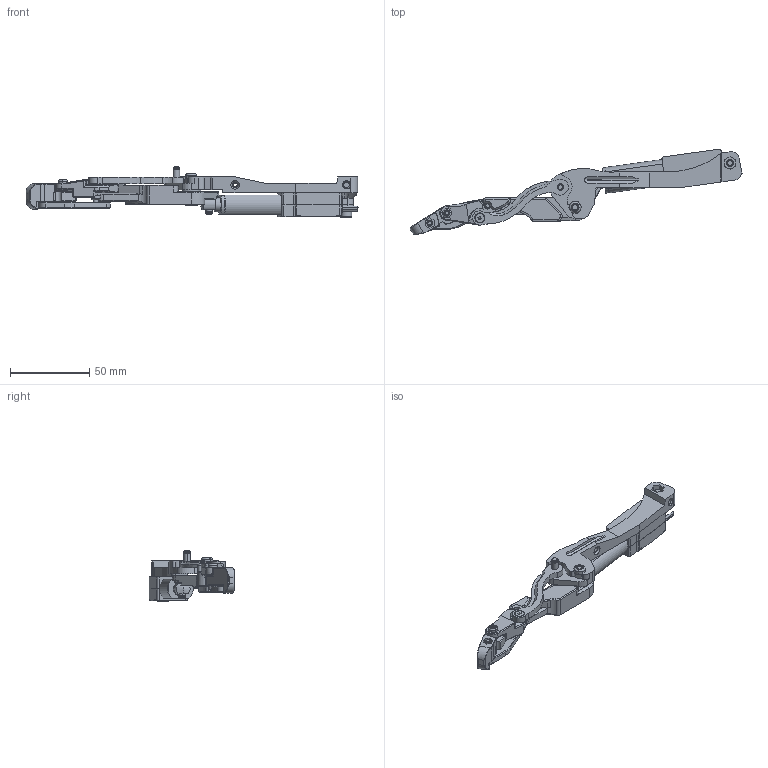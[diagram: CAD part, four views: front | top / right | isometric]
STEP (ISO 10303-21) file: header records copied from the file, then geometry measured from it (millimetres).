
FILE_DESCRIPTION (( 'STEP AP214' ), '1' );
FILE_NAME ('proto_finger_rev0.61.STEP', '2024-03-16T22:34:45', ( '' ), ( '' ), 'SwSTEP 2.0', 'SolidWorks 2020', '' );
FILE_SCHEMA (( 'AUTOMOTIVE_DESIGN' ));
Length unit declared in the file: millimetre
Products named in the file (29): LA-T8-6-30-3085-32; socket head cap screw 4762_din_EN ISO 4762 M4 x 20 - 20N; Part5^LA-T8-6-30-3085-32; prevailing torque nut style 1 insert_din_DIN EN ISO 7040 - M3 - N; postIntermediusPhalangealis; plain washer 6902 type abc_din_DIN 6902-C3.6; proxy_phalanx; socket countersunk head screw_din_DIN 7991 - M4 x 20 --- 15.6N; plain washer 6902 type abc_din_DIN 6902-B3.6; Part4^LA-T8-6-30-3085-32; socket countersunk head screw_din_DIN 7991 - M3 x 16 --- 12.8N; socket countersunk head screw_din_DIN 7991 - M3 x 12 --- 8.8N; fingerTIp_mirror; Part2^master; radial ball bearing_68_din_DIN 625 - 624 - 8,DE,NC,8_68; Part4^master; Part3; Part1^master; plain washer 6902 type abc_din_DIN 6902-A2.75; socket head cap screw 4762_din_EN ISO 4762 M3 x 12 - 12N; Part1; Part3^LA-T8-6-30-3085-32; prevailing torque nut style 1 insert_din_DIN EN ISO 7040 - M4 - N; Part2^LA-T8-6-30-3085-32; socket csink head cap screw 10642_din_EN ISO 10642 - M3 x 16 - 16N; Part1^LA-T8-6-30-3085-32; flatHeadPin_M4x10; proto_finger_rev0.61
Assembly tree (38 placements, depth 3):
  Part2^master
  Part4^master
  proto_finger_rev0.61
    LA-T8-6-30-3085-32
      Part1^LA-T8-6-30-3085-32
      Part2^LA-T8-6-30-3085-32
      Part3^LA-T8-6-30-3085-32
      Part5^LA-T8-6-30-3085-32
    LA-T8-6-30-3085-32
      Part4^LA-T8-6-30-3085-32
    radial ball bearing_68_din_DIN 625 - 624 - 8,DE,NC,8_68
    flatHeadPin_M4x10  x2
    proxy_phalanx
    plain washer 6902 type abc_din_DIN 6902-C3.6  x5
    plain washer 6902 type abc_din_DIN 6902-B3.6
    Part1^master
    fingerTIp_mirror
    plain washer 6902 type abc_din_DIN 6902-A2.75  x5
    Part3
    prevailing torque nut style 1 insert_din_DIN EN ISO 7040 - M3 - N  x3
    prevailing torque nut style 1 insert_din_DIN EN ISO 7040 - M4 - N
    Part1
    socket head cap screw 4762_din_EN ISO 4762 M3 x 12 - 12N
    postIntermediusPhalangealis
    socket csink head cap screw 10642_din_EN ISO 10642 - M3 x 16 - 16N  x2
    socket countersunk head screw_din_DIN 7991 - M3 x 16 --- 12.8N
    socket countersunk head screw_din_DIN 7991 - M3 x 12 --- 8.8N
    socket countersunk head screw_din_DIN 7991 - M4 x 20 --- 15.6N
    socket head cap screw 4762_din_EN ISO 4762 M4 x 20 - 20N
Bounding box: 208.89 x 53.88 x 32.1 mm (x, y, z)
Volume: 48744.5 mm3; surface area: 32921.9 mm2
Topology: 36 solids, 36 shells, 1240 faces, 3158 edges, 1965 vertices
Faces by surface type: plane 505, cylinder 395, cone 231, torus 76, bspline 17, sphere 16
Entity records: 37561 total; most frequent: CARTESIAN_POINT 8924, DIRECTION 5681, ORIENTED_EDGE 5518, EDGE_CURVE 2759, AXIS2_PLACEMENT_3D 2131, VERTEX_POINT 1736, VECTOR 1419, LINE 1419
